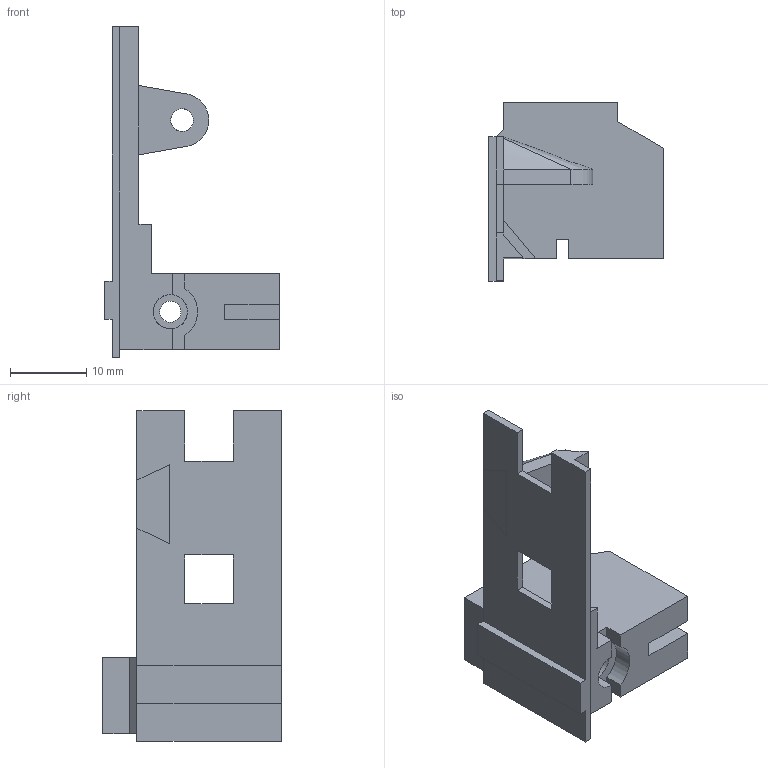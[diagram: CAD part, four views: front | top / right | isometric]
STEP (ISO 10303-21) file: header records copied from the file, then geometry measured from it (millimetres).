
FILE_DESCRIPTION(('FreeCAD Model'),'2;1');
FILE_NAME('Open CASCADE Shape Model','2023-11-11T11:27:34',(''),(''), 'Open CASCADE STEP processor 7.6','FreeCAD','Unknown');
FILE_SCHEMA(('AUTOMOTIVE_DESIGN { 1 0 10303 214 1 1 1 1 }'));
Length unit declared in the file: millimetre
Products named in the file (1): alphatrooper short dart mag release 2B
Bounding box: 23 x 23.5 x 43.5 mm (x, y, z)
Volume: 4193.5 mm3; surface area: 4122.2 mm2
Topology: 1 solids, 1 shells, 73 faces, 210 edges, 140 vertices
Faces by surface type: plane 62, cylinder 7, bspline 4
Full cylindrical faces by diameter (mm): 2.8 x1, 3 x1, 4.5 x2, 6.5 x1
Entity records: 6485 total; most frequent: CARTESIAN_POINT 2306, DIRECTION 744, LINE 570, VECTOR 570, ORIENTED_EDGE 420, PCURVE 420, DEFINITIONAL_REPRESENTATION 420, EDGE_CURVE 210
